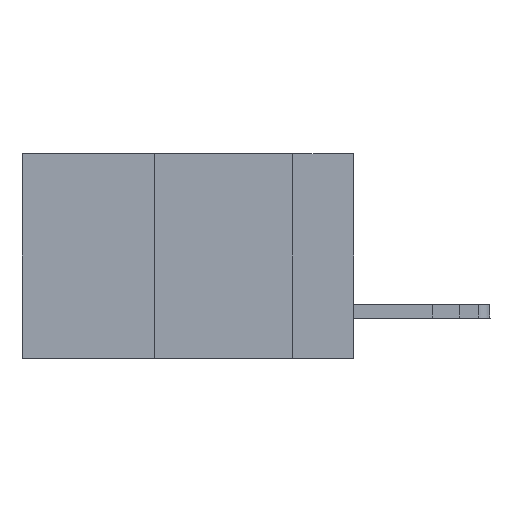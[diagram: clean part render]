
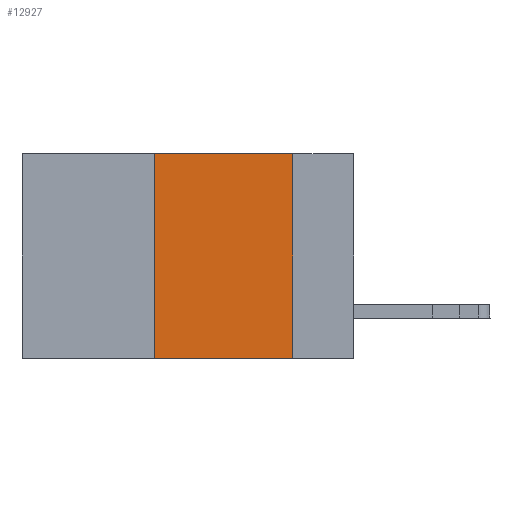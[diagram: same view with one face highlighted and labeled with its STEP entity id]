
A CAD part, left-side view. The second image highlights one B-rep face of the part: STEP entity #12927.
In plain terms, the highlighted planar face has unit normal (-1, 0, 0).
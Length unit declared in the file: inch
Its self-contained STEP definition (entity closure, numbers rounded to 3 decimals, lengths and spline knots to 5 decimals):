
#2292 = CARTESIAN_POINT ( 'NONE',  ( 0., 0.36, 0. ) ) ;
#2735 = VERTEX_POINT ( 'NONE', #35866 ) ;
#3102 = DIRECTION ( 'NONE',  ( 0., 0., -1. ) ) ;
#5075 = LINE ( 'NONE', #39087, #33761 ) ;
#7761 = EDGE_CURVE ( 'NONE', #14257, #11393, #36152, .T. ) ;
#10533 = ORIENTED_EDGE ( 'NONE', *, *, #16043, .F. ) ;
#11393 = VERTEX_POINT ( 'NONE', #29498 ) ;
#11826 = DIRECTION ( 'NONE',  ( 0., -1., 0. ) ) ;
#12279 = LINE ( 'NONE', #35491, #35068 ) ;
#12350 = EDGE_CURVE ( 'NONE', #2735, #31683, #27039, .T. ) ;
#12370 = DIRECTION ( 'NONE',  ( 1., 0., 0. ) ) ;
#12927 = ADVANCED_FACE ( 'NONE', ( #23103 ), #21875, .F. ) ;
#14257 = VERTEX_POINT ( 'NONE', #31652 ) ;
#16043 = EDGE_CURVE ( 'NONE', #11393, #2735, #5075, .T. ) ;
#17019 = DIRECTION ( 'NONE',  ( 0., -1., 0. ) ) ;
#21348 = CARTESIAN_POINT ( 'NONE',  ( 0., 0.6, 0. ) ) ;
#21484 = CARTESIAN_POINT ( 'NONE',  ( 0., 0.11, -0.37 ) ) ;
#21745 = DIRECTION ( 'NONE',  ( 0., 0., -1. ) ) ;
#21875 = PLANE ( 'NONE',  #28288 ) ;
#22053 = VECTOR ( 'NONE', #31944, 39.37008 ) ;
#23103 = FACE_OUTER_BOUND ( 'NONE', #34106, .T. ) ;
#24659 = EDGE_CURVE ( 'NONE', #14257, #31683, #12279, .T. ) ;
#27039 = LINE ( 'NONE', #31206, #31861 ) ;
#28288 = AXIS2_PLACEMENT_3D ( 'NONE', #21348, #12370, #3102 ) ;
#29498 = CARTESIAN_POINT ( 'NONE',  ( 0., 0.36, 0. ) ) ;
#31206 = CARTESIAN_POINT ( 'NONE',  ( 0., 0.11, 0. ) ) ;
#31652 = CARTESIAN_POINT ( 'NONE',  ( 0., 0.36, -0.37 ) ) ;
#31683 = VERTEX_POINT ( 'NONE', #21484 ) ;
#31861 = VECTOR ( 'NONE', #21745, 39.37008 ) ;
#31944 = DIRECTION ( 'NONE',  ( 0., 0., 1. ) ) ;
#32148 = ORIENTED_EDGE ( 'NONE', *, *, #12350, .F. ) ;
#32680 = ORIENTED_EDGE ( 'NONE', *, *, #7761, .F. ) ;
#33761 = VECTOR ( 'NONE', #11826, 39.37008 ) ;
#34106 = EDGE_LOOP ( 'NONE', ( #32148, #10533, #32680, #34118 ) ) ;
#34118 = ORIENTED_EDGE ( 'NONE', *, *, #24659, .T. ) ;
#35068 = VECTOR ( 'NONE', #17019, 39.37008 ) ;
#35491 = CARTESIAN_POINT ( 'NONE',  ( 0., 0.6, -0.37 ) ) ;
#35866 = CARTESIAN_POINT ( 'NONE',  ( 0., 0.11, 0. ) ) ;
#36152 = LINE ( 'NONE', #2292, #22053 ) ;
#39087 = CARTESIAN_POINT ( 'NONE',  ( 0., 0.6, 0. ) ) ;
